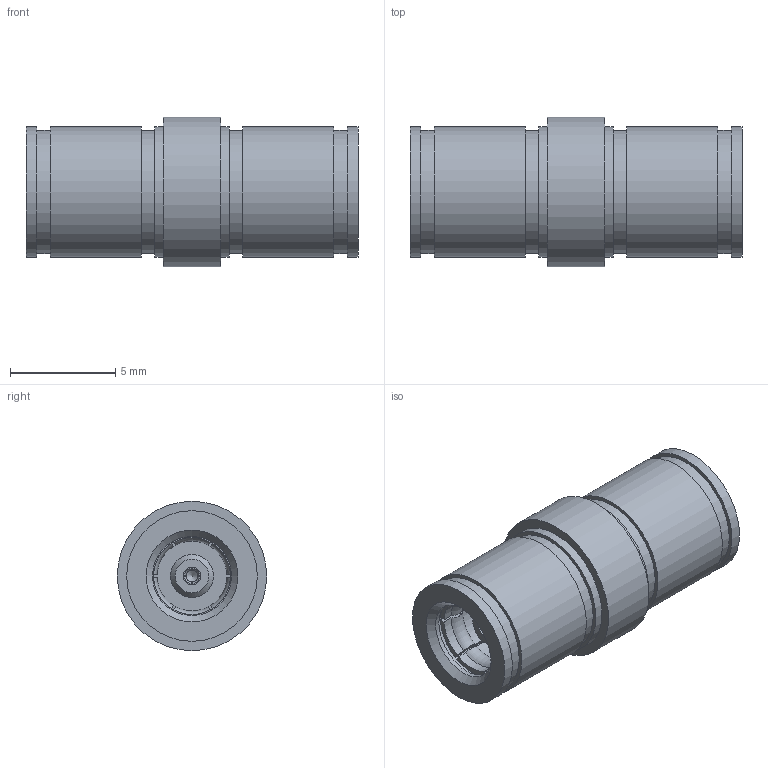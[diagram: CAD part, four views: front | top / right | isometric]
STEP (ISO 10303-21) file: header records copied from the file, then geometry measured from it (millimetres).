
FILE_DESCRIPTION (( 'STEP AP203' ), '1' );
FILE_NAME ('PE9118_3D.step', '2021-11-03T21:29:08', ( '' ), ( '' ), 'SwSTEP 2.0', 'SolidWorks 2021', '' );
FILE_SCHEMA (( 'CONFIG_CONTROL_DESIGN' ));
Length unit declared in the file: inch
Products named in the file (1): PE9118_3D
Bounding box: 15.81 x 7.11 x 7.11 mm (x, y, z)
Volume: 362.6 mm3; surface area: 820.3 mm2
Topology: 1 solids, 1 shells, 231 faces, 579 edges, 368 vertices
Faces by surface type: plane 100, cylinder 93, torus 24, cone 14
Full cylindrical faces by diameter (mm): 0.555 x2, 0.851 x2, 2.058 x2, 3.761 x2, 5.001 x2, 5.859 x4, 6.219 x6, 7.112 x1
Entity records: 7687 total; most frequent: CARTESIAN_POINT 2170, DIRECTION 1164, ORIENTED_EDGE 1092, EDGE_CURVE 546, AXIS2_PLACEMENT_3D 454, VERTEX_POINT 362, EDGE_LOOP 276, VECTOR 256
